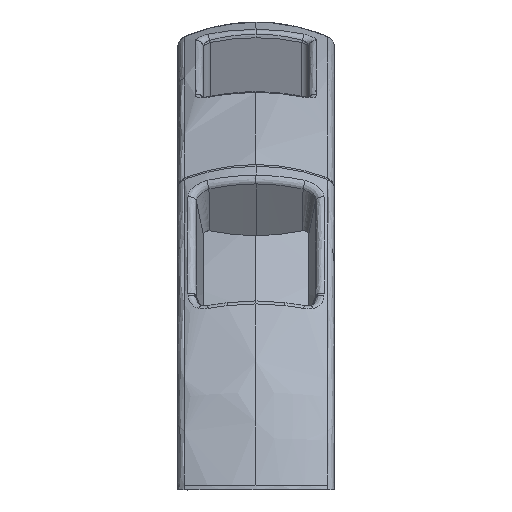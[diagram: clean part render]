
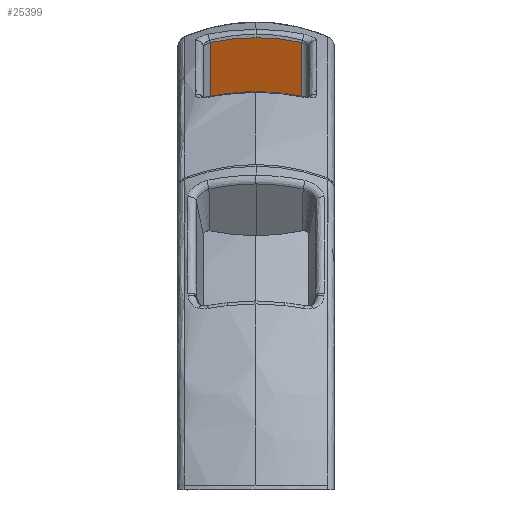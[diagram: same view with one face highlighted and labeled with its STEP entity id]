
A CAD part, front view. The second image highlights one B-rep face of the part: STEP entity #25399.
In plain terms, the highlighted planar face has unit normal (0, -0.942, -0.335).
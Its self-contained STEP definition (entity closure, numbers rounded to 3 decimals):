
#2045 = CARTESIAN_POINT ( 'NONE',  ( 2.37, 90.918, 68.829 ) ) ;
#4533 = EDGE_CURVE ( 'NONE', #12594, #18096, #25111, .T. ) ;
#4797 = CARTESIAN_POINT ( 'NONE',  ( -7., 91.171, 68.117 ) ) ;
#5003 = CARTESIAN_POINT ( 'NONE',  ( 7., 93.429, 61.773 ) ) ;
#5115 = CARTESIAN_POINT ( 'NONE',  ( -7., 93.43, 61.773 ) ) ;
#6279 = EDGE_CURVE ( 'NONE', #10301, #22464, #11855, .T. ) ;
#6740 = EDGE_LOOP ( 'NONE', ( #19335, #15736, #20209, #23957, #27395 ) ) ;
#7101 = CARTESIAN_POINT ( 'NONE',  ( -4.704, 91.002, 68.591 ) ) ;
#7227 = CARTESIAN_POINT ( 'NONE',  ( -7., 92.3, 64.945 ) ) ;
#7233 = CARTESIAN_POINT ( 'NONE',  ( 0., 90.917, 68.829 ) ) ;
#7673 = B_SPLINE_CURVE_WITH_KNOTS ( 'NONE', 3,
 ( #19429, #29340, #7101, #16996 ),
 .UNSPECIFIED., .F., .F.,
 ( 4, 4 ),
 ( 0., 1. ),
 .UNSPECIFIED. ) ;
#9674 = CARTESIAN_POINT ( 'NONE',  ( 4.704, 91.002, 68.591 ) ) ;
#10301 = VERTEX_POINT ( 'NONE', #27500 ) ;
#10626 = CARTESIAN_POINT ( 'NONE',  ( 7., 91.171, 68.117 ) ) ;
#11855 = B_SPLINE_CURVE_WITH_KNOTS ( 'NONE', 3,
 ( #4797, #7227, #5115, #17609 ),
 .UNSPECIFIED., .F., .F.,
 ( 4, 4 ),
 ( 0., 1. ),
 .UNSPECIFIED. ) ;
#12594 = VERTEX_POINT ( 'NONE', #10626 ) ;
#12717 = DIRECTION ( 'NONE',  ( -1., 0., 0. ) ) ;
#15466 = LINE ( 'NONE', #27804, #27429 ) ;
#15541 = CARTESIAN_POINT ( 'NONE',  ( 7., 94.558, 58.601 ) ) ;
#15676 = CARTESIAN_POINT ( 'NONE',  ( 7., 94.56, 58.599 ) ) ;
#15736 = ORIENTED_EDGE ( 'NONE', *, *, #6279, .T. ) ;
#16996 = CARTESIAN_POINT ( 'NONE',  ( -7., 91.171, 68.117 ) ) ;
#17609 = CARTESIAN_POINT ( 'NONE',  ( -7., 94.558, 58.601 ) ) ;
#17801 = DIRECTION ( 'NONE',  ( 0., -0.942, -0.335 ) ) ;
#17961 = PLANE ( 'NONE',  #25378 ) ;
#18096 = VERTEX_POINT ( 'NONE', #21701 ) ;
#18813 = B_SPLINE_CURVE_WITH_KNOTS ( 'NONE', 3,
 ( #26878, #9674, #2045, #7233 ),
 .UNSPECIFIED., .F., .F.,
 ( 4, 4 ),
 ( 0., 1. ),
 .UNSPECIFIED. ) ;
#19335 = ORIENTED_EDGE ( 'NONE', *, *, #26823, .T. ) ;
#19429 = CARTESIAN_POINT ( 'NONE',  ( 0., 90.917, 68.829 ) ) ;
#19759 = CARTESIAN_POINT ( 'NONE',  ( 0., 90.917, 68.829 ) ) ;
#20209 = ORIENTED_EDGE ( 'NONE', *, *, #24859, .F. ) ;
#20252 = CARTESIAN_POINT ( 'NONE',  ( 7., 92.3, 64.945 ) ) ;
#21701 = CARTESIAN_POINT ( 'NONE',  ( 7., 94.558, 58.601 ) ) ;
#22464 = VERTEX_POINT ( 'NONE', #25210 ) ;
#23957 = ORIENTED_EDGE ( 'NONE', *, *, #4533, .F. ) ;
#24189 = VERTEX_POINT ( 'NONE', #19759 ) ;
#24859 = EDGE_CURVE ( 'NONE', #18096, #22464, #15466, .T. ) ;
#25111 = B_SPLINE_CURVE_WITH_KNOTS ( 'NONE', 3,
 ( #25447, #20252, #5003, #15541 ),
 .UNSPECIFIED., .F., .F.,
 ( 4, 4 ),
 ( 0., 1. ),
 .UNSPECIFIED. ) ;
#25210 = CARTESIAN_POINT ( 'NONE',  ( -7., 94.558, 58.601 ) ) ;
#25378 = AXIS2_PLACEMENT_3D ( 'NONE', #15676, #17801, #30464 ) ;
#25399 = ADVANCED_FACE ( 'NONE', ( #30144 ), #17961, .T. ) ;
#25447 = CARTESIAN_POINT ( 'NONE',  ( 7., 91.171, 68.117 ) ) ;
#26823 = EDGE_CURVE ( 'NONE', #24189, #10301, #7673, .T. ) ;
#26878 = CARTESIAN_POINT ( 'NONE',  ( 7., 91.171, 68.117 ) ) ;
#27191 = EDGE_CURVE ( 'NONE', #12594, #24189, #18813, .T. ) ;
#27395 = ORIENTED_EDGE ( 'NONE', *, *, #27191, .T. ) ;
#27429 = VECTOR ( 'NONE', #12717, 1000. ) ;
#27500 = CARTESIAN_POINT ( 'NONE',  ( -7., 91.171, 68.117 ) ) ;
#27804 = CARTESIAN_POINT ( 'NONE',  ( 7., 94.558, 58.603 ) ) ;
#29340 = CARTESIAN_POINT ( 'NONE',  ( -2.37, 90.918, 68.829 ) ) ;
#30144 = FACE_OUTER_BOUND ( 'NONE', #6740, .T. ) ;
#30464 = DIRECTION ( 'NONE',  ( 0., 0.335, -0.942 ) ) ;
